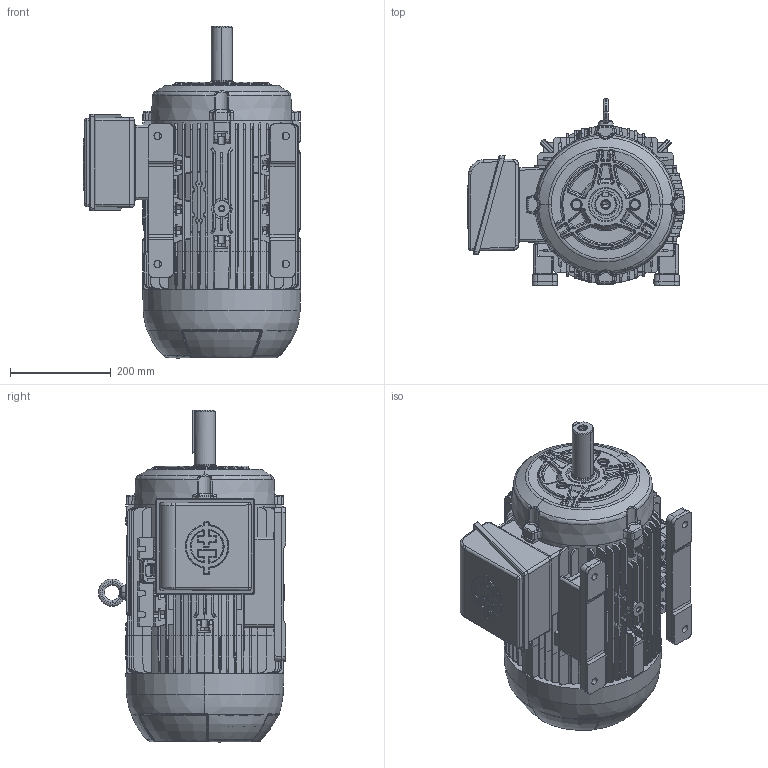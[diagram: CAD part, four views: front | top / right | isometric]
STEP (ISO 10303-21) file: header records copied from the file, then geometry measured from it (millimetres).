
FILE_DESCRIPTION (( 'STEP AP203' ), '1' );
FILE_NAME ('160L_CP_ST_RIGHT.STEP', '2022-07-16T11:10:33', ( '' ), ( '' ), 'SwSTEP 2.0', 'SolidWorks 2020', '' );
FILE_SCHEMA (( 'CONFIG_CONTROL_DESIGN' ));
Length unit declared in the file: millimetre
Products named in the file (12): 105035270_casca_50.5307.114; 105006202_casca_USINADO; 105035281_casca_50.5307.142; 105032 DIN6885 AB - ABNT C_10.5032.049; 105030278_casca; Eixo IEC160 2P_casca_50.5342.002; 105012100; 105006204-205_casca_50.5307.125 (L); 105035280_casca_50.5307.143; 105006203_casca_Usinado; 105033082_�40; 160L_CP_ST_RIGHT
Assembly tree (11 placements, depth 2):
  160L_CP_ST_RIGHT
    105006204-205_casca_50.5307.125 (L)
    Eixo IEC160 2P_casca_50.5342.002
    105006202_casca_USINADO
    105006203_casca_Usinado
    105033082_�40
    105030278_casca
    105012100
    105032 DIN6885 AB - ABNT C_10.5032.049
    105035280_casca_50.5307.143
    105035281_casca_50.5307.142
    105035270_casca_50.5307.114
Bounding box: 431.19 x 370.98 x 658 mm (x, y, z)
Volume: 41069031.1 mm3; surface area: 1836020.9 mm2
Topology: 11 solids, 14 shells, 3666 faces, 9589 edges, 6029 vertices
Faces by surface type: plane 1506, cylinder 1025, bspline 574, cone 315, torus 192, sphere 54
Entity records: 134890 total; most frequent: CARTESIAN_POINT 51588, ORIENTED_EDGE 19158, DIRECTION 14813, EDGE_CURVE 9579, VERTEX_POINT 6029, AXIS2_PLACEMENT_3D 5056, LINE 4701, VECTOR 4701
